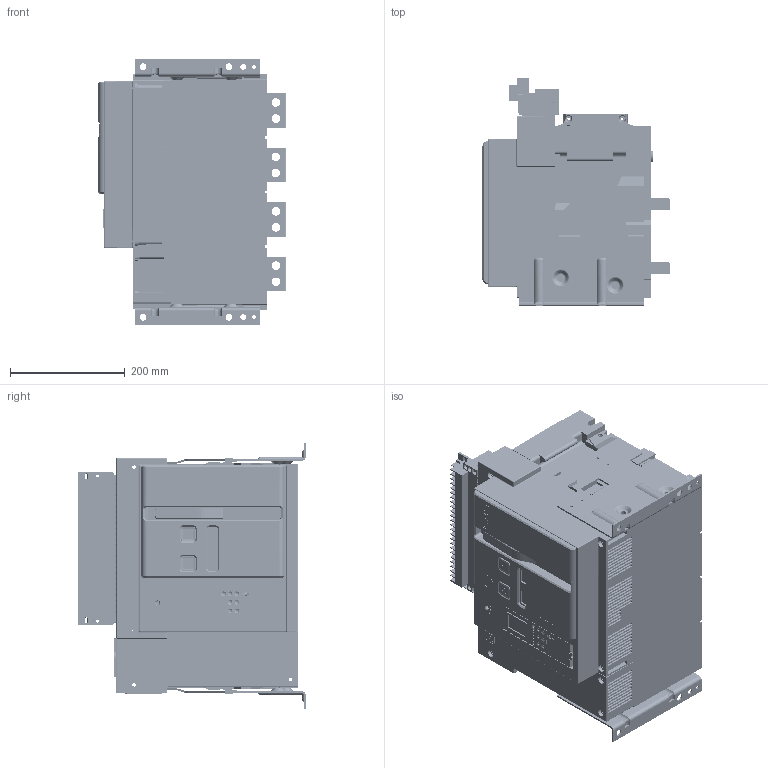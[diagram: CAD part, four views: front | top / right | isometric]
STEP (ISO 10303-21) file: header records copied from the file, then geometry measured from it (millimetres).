
FILE_DESCRIPTION((''),'2;1');
FILE_NAME('CDW3-2000N_H_4GD','2020-06-13T',('li.xiong'),(''),'PRO/ENGINEER BY PARAMETRIC TECHNOLOGY CORPORATION, 2015440','PRO/ENGINEER BY PARAMETRIC TECHNOLOGY CORPORATION, 2015440','');
FILE_SCHEMA(('CONFIG_CONTROL_DESIGN'));
Products named in the file (1): CDW3-2000N_H_4GD
Bounding box: 327 x 396.75 x 463 mm (x, y, z)
Volume: 27272642.4 mm3; surface area: 2407706.1 mm2
Topology: 8 solids, 22 shells, 6824 faces, 19302 edges, 12636 vertices
Faces by surface type: plane 5078, cylinder 1318, cone 207, torus 126, bspline 59, extrusion 19, sphere 17
Entity records: 232272 total; most frequent: CARTESIAN_POINT 53037, ORIENTED_EDGE 38562, DIRECTION 35303, EDGE_CURVE 19281, VECTOR 15249, LINE 15230, VERTEX_POINT 12636, AXIS2_PLACEMENT_3D 10027
